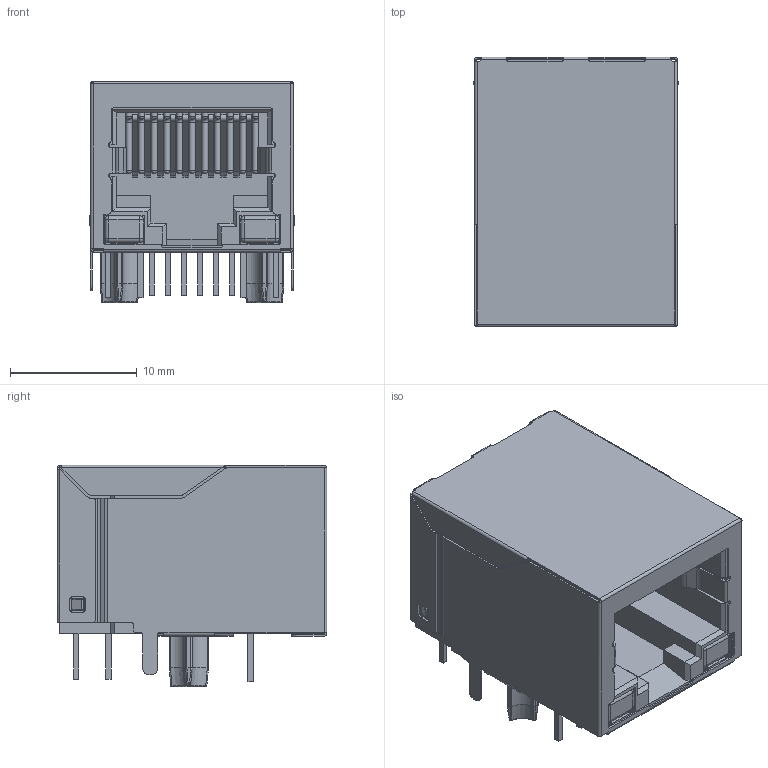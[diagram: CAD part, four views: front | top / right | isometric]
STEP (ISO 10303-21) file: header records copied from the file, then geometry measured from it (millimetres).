
FILE_DESCRIPTION(/* description */ ('Designed by EasyEDA Pro'),/* implementation_level */ '2;1');
FILE_NAME(/* name */ 'RJ45_HY911130A.step',/* time_stamp */ '2025-05-13T17:06:09+08:00',/* author */ (''),/* organization */ (''),/* preprocessor_version */ 'ST-DEVELOPER v20.1',/* originating_system */ 'Autodesk Translation Framework v14.4.0.0',/* authorisation */ '');
FILE_SCHEMA (('AUTOMOTIVE_DESIGN { 1 0 10303 214 3 1 1 }'));
Length unit declared in the file: millimetre
Products named in the file (4): EasyEDA PCB Model~9Wew; Board~9Wew; RJ1~RJ45-TH_10P-P2.54-S2.54_L16.1-W21.4_HY911130A~RJ45-TH_10P-L21.3-W
16.0-H13.5~9Wew; RJ45-TH_10P-P2.54-S2.54_L16.1-W21.4_HY911130A~RJ45-TH_10P-L21.3-W16.0
-H13.5~9Wew
Assembly tree (3 placements, depth 3):
  EasyEDA PCB Model~9Wew
    Board~9Wew
    RJ1~RJ45-TH_10P-P2.54-S2.54_L16.1-W21.4_HY911130A~RJ45-TH_10P-L21.3-W
16.0-H13.5~9Wew
      RJ45-TH_10P-P2.54-S2.54_L16.1-W21.4_HY911130A~RJ45-TH_10P-L21.3-W16.0
-H13.5~9Wew
Bounding box: 16.14 x 21.3 x 17.5 mm (x, y, z)
Volume: 3180 mm3; surface area: 5455.9 mm2
Topology: 4 solids, 4 shells, 1094 faces, 3014 edges, 1930 vertices
Faces by surface type: plane 567, cylinder 316, bspline 118, sphere 54, torus 31, cone 8
Entity records: 37145 total; most frequent: CARTESIAN_POINT 8342, ORIENTED_EDGE 5944, DIRECTION 5550, EDGE_CURVE 2972, VERTEX_POINT 1930, LINE 1920, VECTOR 1920, AXIS2_PLACEMENT_3D 1815
